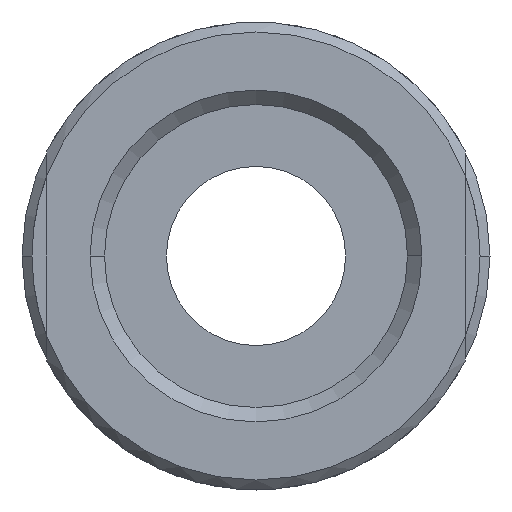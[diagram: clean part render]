
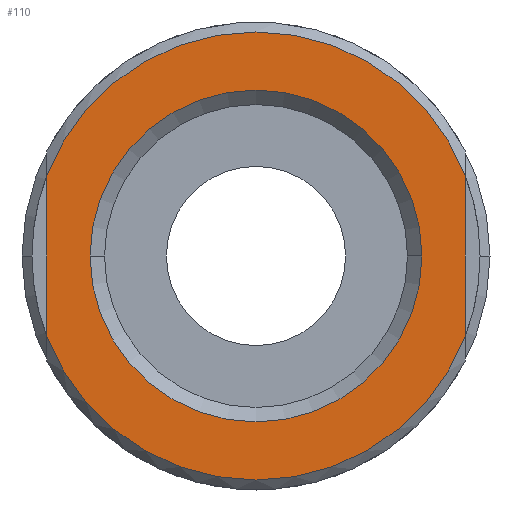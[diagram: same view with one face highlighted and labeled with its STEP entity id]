
A CAD part, front view. The second image highlights one B-rep face of the part: STEP entity #110.
In plain terms, the highlighted planar face has unit normal (0, -1, 0).
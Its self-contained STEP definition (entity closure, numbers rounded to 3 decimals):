
#110=ADVANCED_FACE('',(#252,#253),#254,.T.);
#252=FACE_OUTER_BOUND('',#429,.T.);
#253=FACE_BOUND('',#430,.T.);
#254=PLANE('',#431);
#429=EDGE_LOOP('',(#682,#683,#684,#685));
#430=EDGE_LOOP('',(#686,#687));
#431=AXIS2_PLACEMENT_3D('',#688,#689,#690);
#682=ORIENTED_EDGE('',*,*,#1079,.T.);
#683=ORIENTED_EDGE('',*,*,#1080,.F.);
#684=ORIENTED_EDGE('',*,*,#1081,.T.);
#685=ORIENTED_EDGE('',*,*,#1082,.F.);
#686=ORIENTED_EDGE('',*,*,#1083,.T.);
#687=ORIENTED_EDGE('',*,*,#1084,.T.);
#688=CARTESIAN_POINT('',(5.625,0.,0.0));
#689=DIRECTION('',(0.,-1.0,0.0));
#690=DIRECTION('',(-1.0,0.,-0.0));
#1079=EDGE_CURVE('',#1296,#1297,#1298,.T.);
#1080=EDGE_CURVE('',#1299,#1297,#1300,.T.);
#1081=EDGE_CURVE('',#1299,#1301,#1302,.T.);
#1082=EDGE_CURVE('',#1296,#1301,#1303,.T.);
#1083=EDGE_CURVE('',#1304,#1305,#1306,.T.);
#1084=EDGE_CURVE('',#1305,#1304,#1307,.T.);
#1296=VERTEX_POINT('',#1579);
#1297=VERTEX_POINT('',#1580);
#1298=LINE('',#1581,#1582);
#1299=VERTEX_POINT('',#1583);
#1300=CIRCLE('',#1584,11.25);
#1301=VERTEX_POINT('',#1585);
#1302=LINE('',#1586,#1587);
#1303=CIRCLE('',#1588,11.25);
#1304=VERTEX_POINT('',#1589);
#1305=VERTEX_POINT('',#1590);
#1306=CIRCLE('',#1591,8.331);
#1307=CIRCLE('',#1592,8.331);
#1579=CARTESIAN_POINT('',(-10.5,0.,4.039));
#1580=CARTESIAN_POINT('',(-10.5,0.,-4.039));
#1581=CARTESIAN_POINT('',(-10.5,0.,0.));
#1582=VECTOR('',#1916,1.0);
#1583=CARTESIAN_POINT('',(10.5,0.,-4.039));
#1584=AXIS2_PLACEMENT_3D('',#1917,#1918,#1919);
#1585=CARTESIAN_POINT('',(10.5,0.,4.039));
#1586=CARTESIAN_POINT('',(10.5,0.,0.0));
#1587=VECTOR('',#1920,1.0);
#1588=AXIS2_PLACEMENT_3D('',#1921,#1922,#1923);
#1589=CARTESIAN_POINT('',(-8.331,0.,0.0));
#1590=CARTESIAN_POINT('',(8.331,0.,0.));
#1591=AXIS2_PLACEMENT_3D('',#1924,#1925,#1926);
#1592=AXIS2_PLACEMENT_3D('',#1927,#1928,#1929);
#1916=DIRECTION('',(0.,0.,-1.0));
#1917=CARTESIAN_POINT('',(0.0,0.,0.0));
#1918=DIRECTION('',(-0.0,1.0,0.0));
#1919=DIRECTION('',(1.0,0.0,0.0));
#1920=DIRECTION('',(-0.0,0.0,1.0));
#1921=CARTESIAN_POINT('',(0.0,0.,0.0));
#1922=DIRECTION('',(-0.0,1.0,0.0));
#1923=DIRECTION('',(1.0,0.0,0.0));
#1924=CARTESIAN_POINT('',(0.,0.,0.0));
#1925=DIRECTION('',(0.,1.0,0.0));
#1926=DIRECTION('',(-1.0,0.,0.0));
#1927=CARTESIAN_POINT('',(0.,0.,0.0));
#1928=DIRECTION('',(0.,1.0,0.0));
#1929=DIRECTION('',(-1.0,0.,0.0));
